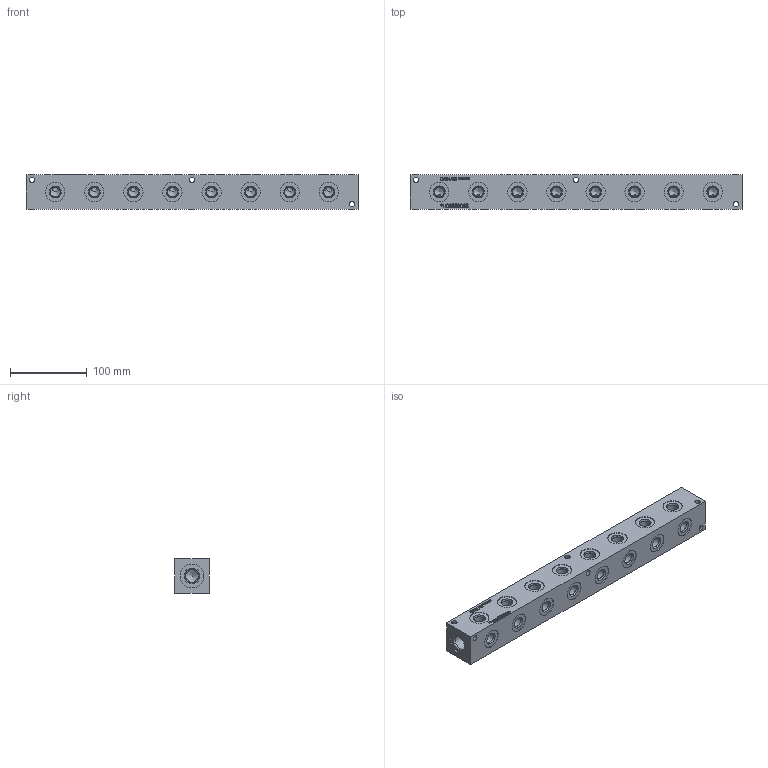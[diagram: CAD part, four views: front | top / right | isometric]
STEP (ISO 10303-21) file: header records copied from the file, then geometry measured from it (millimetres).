
FILE_DESCRIPTION(/* description */ (''),/* implementation_level */ '2;1');
FILE_NAME(/* name */ '_H0900806S.stp',/* time_stamp */ '2020-04-29T16:45:33-04:00',/* author */ ('devonn'),/* organization */ (''),/* preprocessor_version */ 'ST-DEVELOPER v17',/* originating_system */ 'Autodesk Inventor 2019',/* authorisation */ '');
FILE_SCHEMA (('AUTOMOTIVE_DESIGN { 1 0 10303 214 3 1 1 }'));
Length unit declared in the file: millimetre
Products named in the file (1): Part_AH0900806S_3D
Bounding box: 431.8 x 44.45 x 44.45 mm (x, y, z)
Volume: 778809.4 mm3; surface area: 101083.1 mm2
Topology: 1 solids, 1 shells, 522 faces, 1462 edges, 986 vertices
Faces by surface type: plane 235, bspline 129, cylinder 94, cone 64
Full cylindrical faces by diameter (mm): 7.137 x12, 12.9 x8, 12.903 x8, 14.275 x16, 14.529 x16, 15.875 x2, 17.501 x2, 19.05 x2, 19.253 x2, 25.019 x16, 30.632 x2
Entity records: 18219 total; most frequent: CARTESIAN_POINT 5046, ORIENTED_EDGE 2888, DIRECTION 2260, EDGE_CURVE 1444, VERTEX_POINT 986, LINE 772, VECTOR 772, AXIS2_PLACEMENT_3D 744
